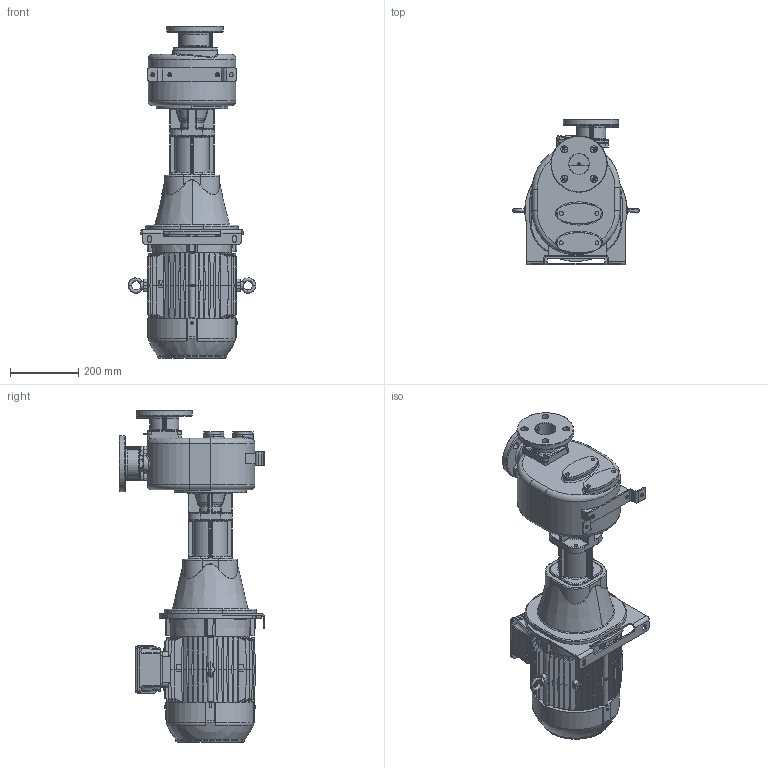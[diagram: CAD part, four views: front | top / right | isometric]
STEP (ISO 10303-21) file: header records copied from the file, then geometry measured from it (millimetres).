
FILE_DESCRIPTION((''),'2;1');
FILE_NAME('S_60_BBT52_F','2019-01-25T13:16:37',('Nicola'),(''),'CREO PARAMETRIC BY PTC INC, 2017110','CREO PARAMETRIC BY PTC INC, 2017110','');
FILE_SCHEMA(('CONFIG_CONTROL_DESIGN'));
Products named in the file (1): S_60_BBT52_F
Bounding box: 373.96 x 427 x 974.2 mm (x, y, z)
Volume: 38355264.8 mm3; surface area: 1491767 mm2
Topology: 4 solids, 4 shells, 3061 faces, 7569 edges, 4794 vertices
Faces by surface type: plane 2072, cylinder 463, bspline 207, cone 164, torus 136, sphere 15, extrusion 4
Entity records: 120002 total; most frequent: CARTESIAN_POINT 49439, ORIENTED_EDGE 15114, DIRECTION 13437, EDGE_CURVE 7557, VECTOR 4989, LINE 4985, VERTEX_POINT 4794, AXIS2_PLACEMENT_3D 4224
